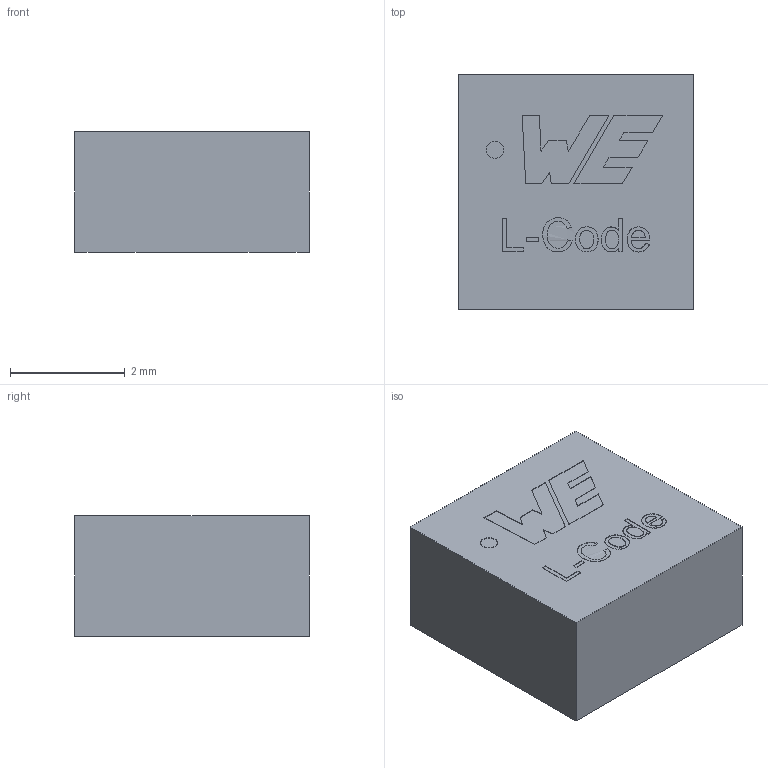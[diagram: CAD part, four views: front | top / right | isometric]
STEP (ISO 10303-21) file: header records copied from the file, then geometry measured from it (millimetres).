
FILE_DESCRIPTION(/* description */ ('Unknown'),/* implementation_level */ '2;1');
FILE_NAME(/* name */ 'L_Wurth_WE-MXGA-4020',/* time_stamp */ '2025-09-03T10:37:45+08:00',/* author */ ('Unknown'),/* organization */ ('Unknown'),/* preprocessor_version */ 'ST-DEVELOPER v19.4',/* originating_system */ 'Solid Edge',/* authorisation */ 'Unknown');
FILE_SCHEMA (('AUTOMOTIVE_DESIGN {1 0 10303 214 3 1 1}'));
Length unit declared in the file: millimetre
Products named in the file (2): L_Wurth_WE-MXGA-4020
Assembly tree (1 placements, depth 2):
  L_Wurth_WE-MXGA-4020
    L_Wurth_WE-MXGA-4020
Bounding box: 4.1 x 4.1 x 2.1 mm (x, y, z)
Volume: 35.3 mm3; surface area: 68.3 mm2
Topology: 1 solids, 1 shells, 78 faces, 197 edges, 133 vertices
Faces by surface type: plane 69, bspline 8, cylinder 1
Full cylindrical faces by diameter (mm): 0.3 x1
Entity records: 3081 total; most frequent: CARTESIAN_POINT 775, ORIENTED_EDGE 386, DIRECTION 271, EDGE_CURVE 193, VERTEX_POINT 133, LINE 123, VECTOR 123, EDGE_LOOP 94
